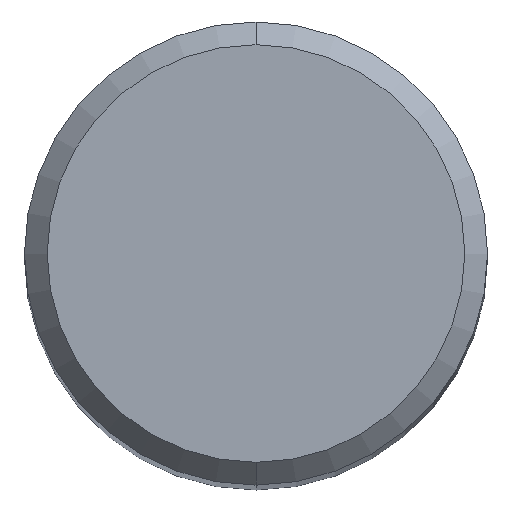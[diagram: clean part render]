
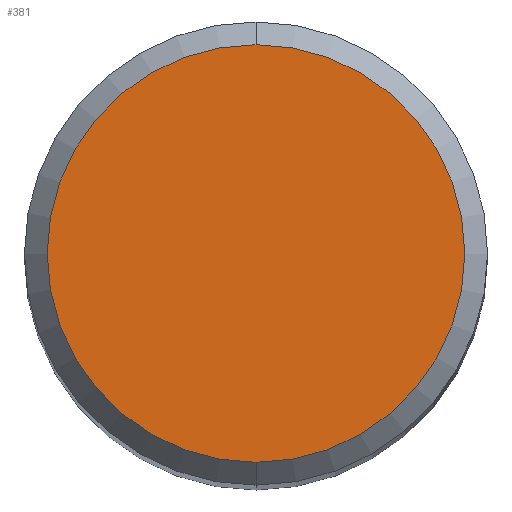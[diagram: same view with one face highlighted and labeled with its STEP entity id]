
A CAD part, top view. The second image highlights one B-rep face of the part: STEP entity #381.
In plain terms, the highlighted planar face has unit normal (0, 0, 1).
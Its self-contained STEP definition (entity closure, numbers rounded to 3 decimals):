
#341=VERTEX_POINT('',#742);
#379=EDGE_CURVE('',#477,#341,#790,.T.);
#381=ADVANCED_FACE('',(#792),#793,.T.);
#461=EDGE_CURVE('',#341,#477,#881,.T.);
#477=VERTEX_POINT('',#897);
#742=CARTESIAN_POINT('',(0.,-3.642,0.0));
#790=CIRCLE('',#1329,3.642);
#792=FACE_OUTER_BOUND('',#1331,.T.);
#793=PLANE('',#1332);
#881=CIRCLE('',#1512,3.642);
#897=CARTESIAN_POINT('',(0.0,3.642,0.0));
#1329=AXIS2_PLACEMENT_3D('',#2011,#2012,#2013);
#1331=EDGE_LOOP('',(#2015,#2016));
#1332=AXIS2_PLACEMENT_3D('',#2017,#2018,#2019);
#1512=AXIS2_PLACEMENT_3D('',#2119,#2120,#2121);
#2011=CARTESIAN_POINT('',(0.0,0.0,0.0));
#2012=DIRECTION('',(0.0,0.0,-1.0));
#2013=DIRECTION('',(0.0,1.0,0.0));
#2015=ORIENTED_EDGE('',*,*,#379,.F.);
#2016=ORIENTED_EDGE('',*,*,#461,.F.);
#2017=CARTESIAN_POINT('',(0.0,1.821,0.0));
#2018=DIRECTION('',(-0.0,0.0,1.0));
#2019=DIRECTION('',(0.0,-1.0,0.0));
#2119=CARTESIAN_POINT('',(0.0,0.0,0.0));
#2120=DIRECTION('',(0.0,0.0,-1.0));
#2121=DIRECTION('',(0.0,1.0,0.0));
